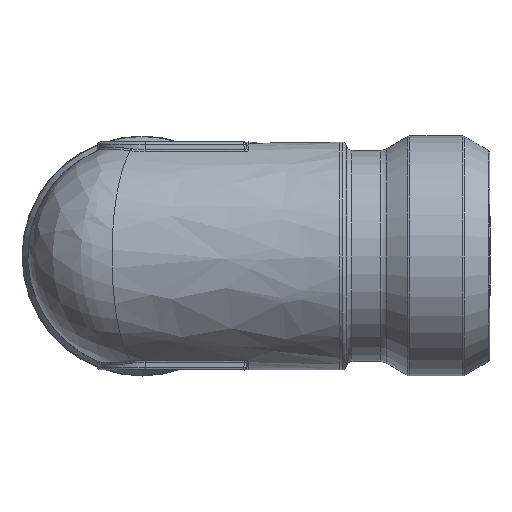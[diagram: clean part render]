
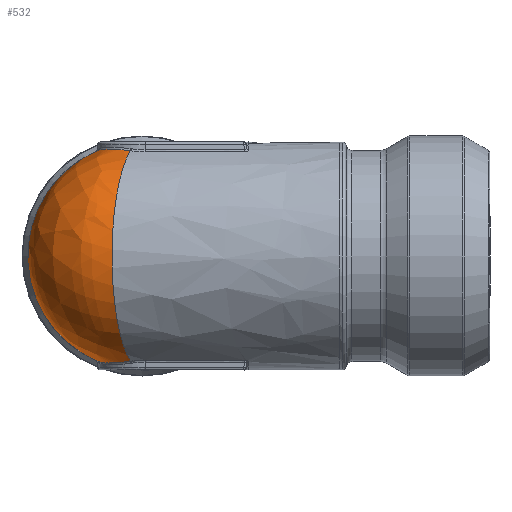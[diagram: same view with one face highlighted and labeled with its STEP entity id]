
A CAD part, left-side view. The second image highlights one B-rep face of the part: STEP entity #532.
In plain terms, the highlighted free-form (B-spline) face has degree [3, 2] with [22, 3] control points.
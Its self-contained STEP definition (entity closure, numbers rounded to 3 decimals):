
#290=FACE_OUTER_BOUND('',#1324,.T.);
#392=(
BOUNDED_SURFACE()
B_SPLINE_SURFACE(3,2,((#6082,#6083,#6084),(#6085,#6086,#6087),(#6088,#6089,
#6090),(#6091,#6092,#6093),(#6094,#6095,#6096),(#6097,#6098,#6099),(#6100,
#6101,#6102),(#6103,#6104,#6105),(#6106,#6107,#6108),(#6109,#6110,#6111),
(#6112,#6113,#6114),(#6115,#6116,#6117),(#6118,#6119,#6120),(#6121,#6122,
#6123),(#6124,#6125,#6126),(#6127,#6128,#6129),(#6130,#6131,#6132),(#6133,
#6134,#6135),(#6136,#6137,#6138),(#6139,#6140,#6141),(#6142,#6143,#6144),
(#6145,#6146,#6147)),.UNSPECIFIED.,.F.,.F.,.F.)
B_SPLINE_SURFACE_WITH_KNOTS((4,2,2,2,2,2,2,2,2,2,4),(3,3),(0.,0.125,0.25,
0.313,0.375,0.438,0.5,0.625,0.75,0.875,1.),(0.,1.),.UNSPECIFIED.)
GEOMETRIC_REPRESENTATION_ITEM()
RATIONAL_B_SPLINE_SURFACE(((1.,0.964,1.),(1.,0.949,
1.),(1.,0.929,1.),(1.,0.882,1.),(1.,0.854,
1.),(1.,0.812,1.),(1.,0.797,1.),(1.,0.77,
1.),(1.,0.756,1.),(1.,0.733,1.),(1.,0.724,
1.),(1.,0.711,1.),(1.,0.707,1.),(1.,0.707,
1.),(1.,0.722,1.),(1.,0.768,1.),(1.,0.798,
1.),(1.,0.855,1.),(1.,0.883,1.),(1.,0.93,
1.),(1.,0.949,1.),(1.,0.964,1.)))
REPRESENTATION_ITEM('')
SURFACE()
);
#532=ADVANCED_FACE('',(#290),#392,.T.);
#1324=EDGE_LOOP('',(#1988,#1989,#1990,#1991));
#1988=ORIENTED_EDGE('',*,*,#2880,.F.);
#1989=ORIENTED_EDGE('',*,*,#3089,.T.);
#1990=ORIENTED_EDGE('',*,*,#2907,.F.);
#1991=ORIENTED_EDGE('',*,*,#3090,.T.);
#2573=VERTEX_POINT('',#4967);
#2574=VERTEX_POINT('',#4978);
#2599=VERTEX_POINT('',#5234);
#2600=VERTEX_POINT('',#5245);
#2880=EDGE_CURVE('',#2573,#2574,#3309,.T.);
#2907=EDGE_CURVE('',#2599,#2600,#3330,.T.);
#3089=EDGE_CURVE('',#2573,#2600,#3417,.T.);
#3090=EDGE_CURVE('',#2599,#2574,#3418,.T.);
#3309=B_SPLINE_CURVE_WITH_KNOTS('',3,(#4968,#4969,#4970,#4971,#4972,#4973,
#4974,#4975,#4976,#4977),.UNSPECIFIED.,.F.,.F.,(4,2,2,2,4),(0.,0.25,0.5,
0.75,1.),.UNSPECIFIED.);
#3330=B_SPLINE_CURVE_WITH_KNOTS('',3,(#5235,#5236,#5237,#5238,#5239,#5240,
#5241,#5242,#5243,#5244),.UNSPECIFIED.,.F.,.F.,(4,2,2,2,4),(0.,0.25,0.5,
0.75,1.),.UNSPECIFIED.);
#3417=B_SPLINE_CURVE_WITH_KNOTS('',3,(#6062,#6063,#6064,#6065,#6066,#6067,
#6068,#6069,#6070,#6071),.UNSPECIFIED.,.F.,.F.,(4,3,3,4),(0.,0.311,
0.656,1.),.UNSPECIFIED.);
#3418=B_SPLINE_CURVE_WITH_KNOTS('',3,(#6072,#6073,#6074,#6075,#6076,#6077,
#6078,#6079,#6080,#6081),.UNSPECIFIED.,.F.,.F.,(4,3,3,4),(0.,0.311,
0.656,1.),.UNSPECIFIED.);
#4967=CARTESIAN_POINT('',(-0.962,3.657,-8.768));
#4968=CARTESIAN_POINT('',(-0.962,3.657,-8.768));
#4969=CARTESIAN_POINT('',(-1.41,5.358,-8.058));
#4970=CARTESIAN_POINT('',(-1.799,6.838,-6.851));
#4971=CARTESIAN_POINT('',(-2.346,8.914,-3.773));
#4972=CARTESIAN_POINT('',(-2.5,9.501,-1.894));
#4973=CARTESIAN_POINT('',(-2.5,9.499,1.901));
#4974=CARTESIAN_POINT('',(-2.346,8.913,3.776));
#4975=CARTESIAN_POINT('',(-1.798,6.833,6.857));
#4976=CARTESIAN_POINT('',(-1.41,5.358,8.059));
#4977=CARTESIAN_POINT('',(-0.962,3.657,8.768));
#4978=CARTESIAN_POINT('',(-0.962,3.657,8.768));
#5234=CARTESIAN_POINT('',(-3.657,0.962,8.768));
#5235=CARTESIAN_POINT('',(-3.657,0.962,8.768));
#5236=CARTESIAN_POINT('',(-5.358,1.41,8.059));
#5237=CARTESIAN_POINT('',(-6.833,1.798,6.857));
#5238=CARTESIAN_POINT('',(-8.913,2.346,3.776));
#5239=CARTESIAN_POINT('',(-9.499,2.5,1.901));
#5240=CARTESIAN_POINT('',(-9.501,2.5,-1.894));
#5241=CARTESIAN_POINT('',(-8.914,2.346,-3.773));
#5242=CARTESIAN_POINT('',(-6.838,1.799,-6.851));
#5243=CARTESIAN_POINT('',(-5.358,1.41,-8.058));
#5244=CARTESIAN_POINT('',(-3.657,0.962,-8.768));
#5245=CARTESIAN_POINT('',(-3.657,0.962,-8.768));
#6062=CARTESIAN_POINT('',(-0.962,3.657,-8.768));
#6063=CARTESIAN_POINT('',(-1.351,3.534,-8.819));
#6064=CARTESIAN_POINT('',(-1.727,3.349,-8.859));
#6065=CARTESIAN_POINT('',(-2.065,3.115,-8.88));
#6066=CARTESIAN_POINT('',(-2.437,2.857,-8.903));
#6067=CARTESIAN_POINT('',(-2.771,2.533,-8.905));
#6068=CARTESIAN_POINT('',(-3.041,2.169,-8.886));
#6069=CARTESIAN_POINT('',(-3.31,1.805,-8.866));
#6070=CARTESIAN_POINT('',(-3.521,1.391,-8.825));
#6071=CARTESIAN_POINT('',(-3.657,0.962,-8.768));
#6072=CARTESIAN_POINT('',(-3.657,0.962,8.768));
#6073=CARTESIAN_POINT('',(-3.534,1.351,8.819));
#6074=CARTESIAN_POINT('',(-3.349,1.727,8.859));
#6075=CARTESIAN_POINT('',(-3.115,2.065,8.88));
#6076=CARTESIAN_POINT('',(-2.857,2.437,8.903));
#6077=CARTESIAN_POINT('',(-2.533,2.771,8.905));
#6078=CARTESIAN_POINT('',(-2.169,3.041,8.886));
#6079=CARTESIAN_POINT('',(-1.805,3.31,8.866));
#6080=CARTESIAN_POINT('',(-1.391,3.521,8.825));
#6081=CARTESIAN_POINT('',(-0.962,3.657,8.768));
#6082=CARTESIAN_POINT('',(-3.552,0.935,-8.811));
#6083=CARTESIAN_POINT('',(-2.342,2.342,-9.299));
#6084=CARTESIAN_POINT('',(-0.935,3.552,-8.811));
#6085=CARTESIAN_POINT('',(-4.292,1.129,-8.513));
#6086=CARTESIAN_POINT('',(-2.882,2.882,-9.201));
#6087=CARTESIAN_POINT('',(-1.129,4.292,-8.513));
#6088=CARTESIAN_POINT('',(-5.015,1.32,-8.113));
#6089=CARTESIAN_POINT('',(-3.454,3.454,-9.059));
#6090=CARTESIAN_POINT('',(-1.32,5.015,-8.113));
#6091=CARTESIAN_POINT('',(-6.368,1.676,-7.101));
#6092=CARTESIAN_POINT('',(-4.684,4.684,-8.594));
#6093=CARTESIAN_POINT('',(-1.676,6.368,-7.101));
#6094=CARTESIAN_POINT('',(-7.012,1.845,-6.476));
#6095=CARTESIAN_POINT('',(-5.374,5.374,-8.252));
#6096=CARTESIAN_POINT('',(-1.845,7.012,-6.476));
#6097=CARTESIAN_POINT('',(-7.854,2.067,-5.364));
#6098=CARTESIAN_POINT('',(-6.456,6.456,-7.414));
#6099=CARTESIAN_POINT('',(-2.067,7.854,-5.364));
#6100=CARTESIAN_POINT('',(-8.114,2.135,-4.965));
#6101=CARTESIAN_POINT('',(-6.835,6.835,-7.067));
#6102=CARTESIAN_POINT('',(-2.135,8.114,-4.965));
#6103=CARTESIAN_POINT('',(-8.584,2.259,-4.1));
#6104=CARTESIAN_POINT('',(-7.595,7.595,-6.185));
#6105=CARTESIAN_POINT('',(-2.259,8.584,-4.1));
#6106=CARTESIAN_POINT('',(-8.793,2.314,-3.633));
#6107=CARTESIAN_POINT('',(-7.976,7.976,-5.643));
#6108=CARTESIAN_POINT('',(-2.314,8.793,-3.633));
#6109=CARTESIAN_POINT('',(-9.135,2.404,-2.66));
#6110=CARTESIAN_POINT('',(-8.657,8.657,-4.35));
#6111=CARTESIAN_POINT('',(-2.404,9.135,-2.66));
#6112=CARTESIAN_POINT('',(-9.27,2.44,-2.146));
#6113=CARTESIAN_POINT('',(-8.957,8.957,-3.588));
#6114=CARTESIAN_POINT('',(-2.44,9.27,-2.146));
#6115=CARTESIAN_POINT('',(-9.454,2.488,-1.079));
#6116=CARTESIAN_POINT('',(-9.385,9.385,-1.864));
#6117=CARTESIAN_POINT('',(-2.488,9.454,-1.079));
#6118=CARTESIAN_POINT('',(-9.501,2.5,-0.536));
#6119=CARTESIAN_POINT('',(-9.502,9.502,-0.931));
#6120=CARTESIAN_POINT('',(-2.5,9.501,-0.536));
#6121=CARTESIAN_POINT('',(-9.498,2.5,1.116));
#6122=CARTESIAN_POINT('',(-9.496,9.496,1.939));
#6123=CARTESIAN_POINT('',(-2.5,9.498,1.116));
#6124=CARTESIAN_POINT('',(-9.302,2.448,2.19));
#6125=CARTESIAN_POINT('',(-9.004,9.004,3.699));
#6126=CARTESIAN_POINT('',(-2.448,9.302,2.19));
#6127=CARTESIAN_POINT('',(-8.613,2.267,4.139));
#6128=CARTESIAN_POINT('',(-7.634,7.634,6.283));
#6129=CARTESIAN_POINT('',(-2.267,8.613,4.139));
#6130=CARTESIAN_POINT('',(-8.124,2.138,5.011));
#6131=CARTESIAN_POINT('',(-6.826,6.826,7.131));
#6132=CARTESIAN_POINT('',(-2.138,8.124,5.011));
#6133=CARTESIAN_POINT('',(-7.002,1.843,6.487));
#6134=CARTESIAN_POINT('',(-5.363,5.363,8.259));
#6135=CARTESIAN_POINT('',(-1.843,7.002,6.487));
#6136=CARTESIAN_POINT('',(-6.356,1.673,7.11));
#6137=CARTESIAN_POINT('',(-4.673,4.673,8.599));
#6138=CARTESIAN_POINT('',(-1.673,6.356,7.11));
#6139=CARTESIAN_POINT('',(-5.002,1.316,8.121));
#6140=CARTESIAN_POINT('',(-3.443,3.443,9.062));
#6141=CARTESIAN_POINT('',(-1.316,5.002,8.121));
#6142=CARTESIAN_POINT('',(-4.291,1.129,8.513));
#6143=CARTESIAN_POINT('',(-2.882,2.882,9.201));
#6144=CARTESIAN_POINT('',(-1.129,4.291,8.513));
#6145=CARTESIAN_POINT('',(-3.552,0.935,8.811));
#6146=CARTESIAN_POINT('',(-2.342,2.342,9.299));
#6147=CARTESIAN_POINT('',(-0.935,3.552,8.811));
